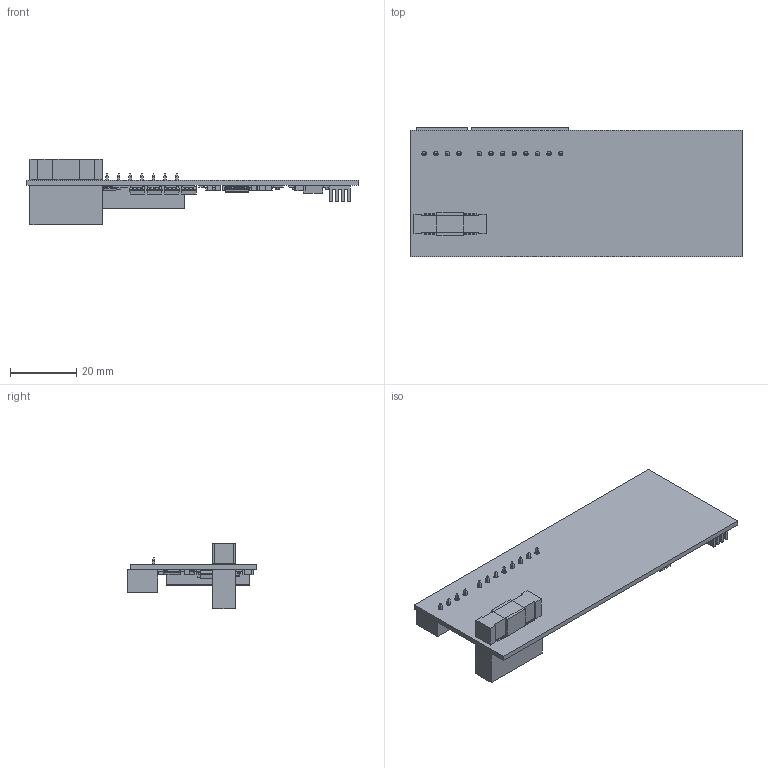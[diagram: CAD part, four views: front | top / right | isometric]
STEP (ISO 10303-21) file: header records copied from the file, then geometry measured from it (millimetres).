
FILE_DESCRIPTION(('KiCad electronic assembly'),'2;1');
FILE_NAME('Analogmodul.step','2025-11-01T22:03:06',('Pcbnew'),('Kicad'), 'Open CASCADE STEP processor 7.8','KiCad to STEP converter','Unknown' );
FILE_SCHEMA(('AUTOMOTIVE_DESIGN { 1 0 10303 214 1 1 1 1 }'));
Length unit declared in the file: millimetre
Products named in the file (49): Analogmodul 1; 658855603040; Body; Pins; Lugs; C_1206_3216Metric; 39502-1008; SOLID; COMPOUND; SI8261BAD-C-ISR; PinsArrayLR; R_1206_3216Metric; 658801103040; TPS259621DDAR; BODY-SO; LEAD-SO; THERMALPAD-SO; 156120RS75000; contact-pins; PCB; glass housing; Polarity Mark; SZMMSZ4679T1G; FilletPinL; FilletPinR; 2N7002K; PinsArrayL; 39502-1004; L78M10ABDT-TR; Linear Pattern 01; Heatsink DIL20 Fischer; MAX22531AAP+; TS924IPT; Analogmodul_PCB
Assembly tree (114 placements, depth 3):
  Analogmodul 1
    658855603040
      Body
      Pins
      Lugs
    C_1206_3216Metric  x22
    39502-1008
      SOLID
      COMPOUND
    SI8261BAD-C-ISR  x4
      Body
      PinsArrayLR
    R_1206_3216Metric  x26
    658801103040
      Body
      Pins
      Lugs  x2
    TPS259621DDAR  x2
      BODY-SO
      LEAD-SO
      THERMALPAD-SO
    156120RS75000  x6
      contact-pins
      contact-pins
      PCB
      glass housing
      Polarity Mark
    SZMMSZ4679T1G  x4
      Body
      FilletPinL
      FilletPinR
    2N7002K
      Body
      PinsArrayL
      FilletPinR
    39502-1004
      SOLID
      COMPOUND
    L78M10ABDT-TR
      Linear Pattern 01
      COMPOUND
    Heatsink DIL20 Fischer
    MAX22531AAP+
      Body
      PinsArrayLR
    TS924IPT
      Body
      PinsArrayLR
    Analogmodul_PCB
Bounding box: 100 x 38.89 x 19.81 mm (x, y, z)
Volume: 11285.6 mm3; surface area: 17865.7 mm2
Topology: 276 solids, 276 shells, 4618 faces, 11384 edges, 7444 vertices
Faces by surface type: plane 3487, cylinder 1063, sphere 44, torus 24
Full cylindrical faces by diameter (mm): 0.166 x1, 0.55 x1, 0.6 x1, 0.661 x1, 0.938 x4, 1 x1, 1.03 x2, 1.2 x1, 1.23 x1, 1.242 x2, 1.35 x12, 1.442 x1
Entity records: 63140 total; most frequent: CARTESIAN_POINT 10815, DIRECTION 9919, ORIENTED_EDGE 9810, EDGE_CURVE 4905, LINE 4287, VECTOR 4287, VERTEX_POINT 3192, AXIS2_PLACEMENT_3D 2816
